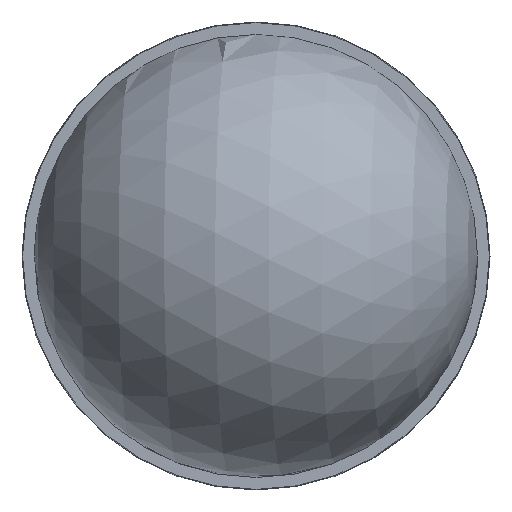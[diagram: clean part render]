
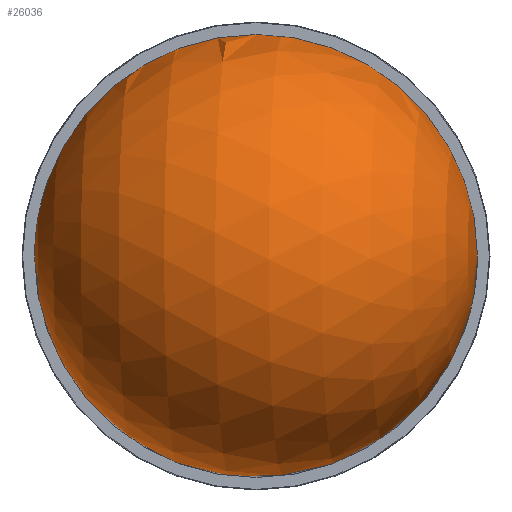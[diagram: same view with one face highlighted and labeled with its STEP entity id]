
A CAD part, left-side view. The second image highlights one B-rep face of the part: STEP entity #26036.
In plain terms, the highlighted spherical face has radius 78.25 mm.
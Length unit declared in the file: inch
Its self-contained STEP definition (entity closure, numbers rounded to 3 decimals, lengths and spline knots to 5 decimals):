
#1127=CARTESIAN_POINT('',(-2.14709,0.,
0.));
#1128=DIRECTION('',(0.,0.,-1.));
#1129=DIRECTION('',(0.203,-0.979,0.));
#1130=AXIS2_PLACEMENT_3D('',#1127,#1128,#1129);
#1132=CARTESIAN_POINT('',(-2.14709,0.,
0.));
#1133=DIRECTION('',(0.,0.,-1.));
#1134=DIRECTION('',(0.064,-0.998,0.));
#1135=AXIS2_PLACEMENT_3D('',#1132,#1133,#1134);
#1142=CARTESIAN_POINT('',(-2.14709,0.,
0.));
#1143=DIRECTION('',(0.,0.,1.));
#1144=DIRECTION('',(0.203,0.979,0.));
#1145=AXIS2_PLACEMENT_3D('',#1142,#1143,#1144);
#1147=CARTESIAN_POINT('',(-2.14709,0.,
0.));
#1148=DIRECTION('',(0.,0.,1.));
#1149=DIRECTION('',(0.064,0.998,0.));
#1150=AXIS2_PLACEMENT_3D('',#1147,#1148,#1149);
#1152=CARTESIAN_POINT('',(-2.34394,0.,
0.));
#1153=DIRECTION('',(1.,0.,0.));
#1154=DIRECTION('',(0.,1.,0.));
#1155=AXIS2_PLACEMENT_3D('',#1152,#1153,#1154);
#1157=CARTESIAN_POINT('',(-1.52129,0.,
0.));
#1158=DIRECTION('',(-1.,0.,0.));
#1159=DIRECTION('',(0.,-1.,0.));
#1160=AXIS2_PLACEMENT_3D('',#1157,#1158,#1159);
#20181=CARTESIAN_POINT('',(-1.52129,3.01648,
0.00003));
#20182=VERTEX_POINT('',#20181);
#20183=CARTESIAN_POINT('',(-1.52129,-3.01648,
-0.00003));
#20184=VERTEX_POINT('',#20183);
#20185=CARTESIAN_POINT('',(-1.95024,3.07441,
0.00003));
#20186=CARTESIAN_POINT('',(-2.34394,3.07441,
0.00003));
#20187=VERTEX_POINT('',#20185);
#20188=VERTEX_POINT('',#20186);
#20189=CARTESIAN_POINT('',(-1.95024,-3.07441,
-0.00003));
#20190=CARTESIAN_POINT('',(-2.34394,-3.07441,
-0.00003));
#20191=VERTEX_POINT('',#20189);
#20192=VERTEX_POINT('',#20190);
#26022=CARTESIAN_POINT('',(-2.14709,0.,
0.));
#26023=DIRECTION('',(-0.064,-0.998,0.));
#26024=DIRECTION('',(0.998,-0.064,0.));
#26025=AXIS2_PLACEMENT_3D('',#26022,#26023,#26024);
#26026=SPHERICAL_SURFACE('',#26025,3.08071);
#26027=ORIENTED_EDGE('',*,*,#26010,.T.);
#26028=ORIENTED_EDGE('',*,*,#26008,.T.);
#26030=ORIENTED_EDGE('',*,*,#26029,.T.);
#26031=ORIENTED_EDGE('',*,*,#26015,.F.);
#26032=ORIENTED_EDGE('',*,*,#26013,.F.);
#26033=ORIENTED_EDGE('',*,*,#25982,.T.);
#26034=EDGE_LOOP('',(#26027,#26028,#26030,#26031,#26032,#26033));
#26035=FACE_OUTER_BOUND('',#26034,.F.);
#26036=ADVANCED_FACE('',(#26035),#26026,.F.);
#1131=CIRCLE('',#1130,3.08071);
#1136=CIRCLE('',#1135,3.08071);
#1146=CIRCLE('',#1145,3.08071);
#1151=CIRCLE('',#1150,3.08071);
#1156=CIRCLE('',#1155,3.07441);
#1161=CIRCLE('',#1160,3.01648);
#25982=EDGE_CURVE('',#20184,#20182,#1161,.T.);
#26008=EDGE_CURVE('',#20187,#20188,#1151,.T.);
#26010=EDGE_CURVE('',#20182,#20187,#1146,.T.);
#26013=EDGE_CURVE('',#20184,#20191,#1131,.T.);
#26015=EDGE_CURVE('',#20191,#20192,#1136,.T.);
#26029=EDGE_CURVE('',#20188,#20192,#1156,.T.);
